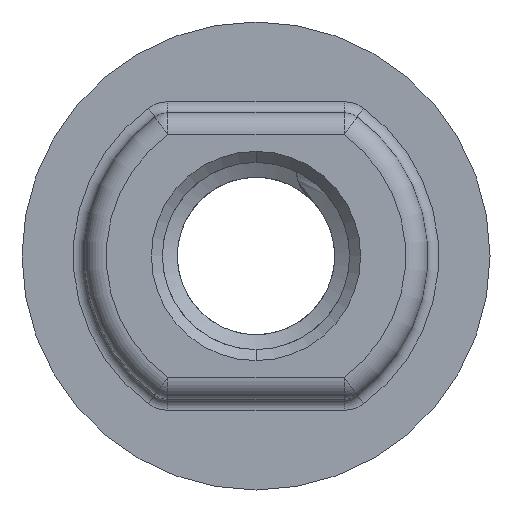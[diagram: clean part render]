
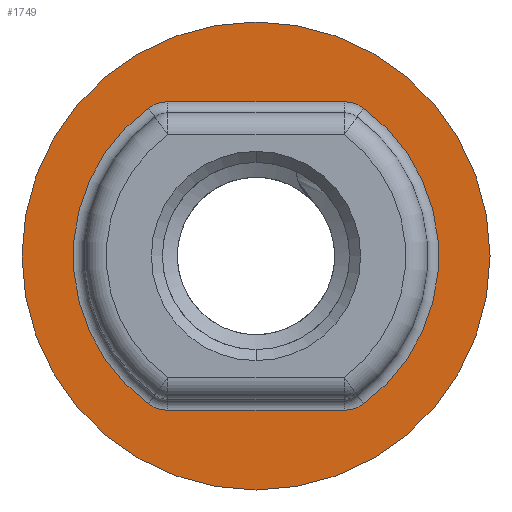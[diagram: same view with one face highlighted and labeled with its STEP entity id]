
A CAD part, front view. The second image highlights one B-rep face of the part: STEP entity #1749.
In plain terms, the highlighted planar face has unit normal (0, -1, 0).
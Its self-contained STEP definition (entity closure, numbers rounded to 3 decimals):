
#94 = DIRECTION ( 'NONE',  ( 0., 1., 0. ) ) ;
#163 = CARTESIAN_POINT ( 'NONE',  ( 3.999, -12.143, -7. ) ) ;
#238 = DIRECTION ( 'NONE',  ( 0., 1., 0. ) ) ;
#281 = EDGE_CURVE ( 'NONE', #6129, #4162, #2057, .T. ) ;
#290 = CARTESIAN_POINT ( 'NONE',  ( 0., -12.143, 10.625 ) ) ;
#298 = FACE_OUTER_BOUND ( 'NONE', #2444, .T. ) ;
#311 = ORIENTED_EDGE ( 'NONE', *, *, #4436, .T. ) ;
#419 = LINE ( 'NONE', #1251, #801 ) ;
#436 = AXIS2_PLACEMENT_3D ( 'NONE', #3437, #4479, #4431 ) ;
#566 = DIRECTION ( 'NONE',  ( 0., 0., -1. ) ) ;
#584 = DIRECTION ( 'NONE',  ( 0., 0., -1. ) ) ;
#588 = FACE_BOUND ( 'NONE', #4121, .T. ) ;
#602 = EDGE_CURVE ( 'NONE', #2575, #3488, #2635, .T. ) ;
#663 = DIRECTION ( 'NONE',  ( 0., 1., 0. ) ) ;
#801 = VECTOR ( 'NONE', #2653, 1000. ) ;
#841 = DIRECTION ( 'NONE',  ( 0., 0., -1. ) ) ;
#1080 = DIRECTION ( 'NONE',  ( 0., 0., -1. ) ) ;
#1081 = CARTESIAN_POINT ( 'NONE',  ( 0., -12.143, 0. ) ) ;
#1103 = CARTESIAN_POINT ( 'NONE',  ( -4.881, -12.143, 6.713 ) ) ;
#1142 = CARTESIAN_POINT ( 'NONE',  ( -3.999, -12.143, -7. ) ) ;
#1251 = CARTESIAN_POINT ( 'NONE',  ( 0., -12.143, 7. ) ) ;
#1376 = AXIS2_PLACEMENT_3D ( 'NONE', #2918, #94, #566 ) ;
#1388 = ORIENTED_EDGE ( 'NONE', *, *, #5108, .T. ) ;
#1389 = CARTESIAN_POINT ( 'NONE',  ( 4.881, -12.143, -6.713 ) ) ;
#1402 = CARTESIAN_POINT ( 'NONE',  ( -4.881, -12.143, -6.713 ) ) ;
#1559 = DIRECTION ( 'NONE',  ( 0., -1., 0. ) ) ;
#1701 = DIRECTION ( 'NONE',  ( 0., -1., 0. ) ) ;
#1706 = DIRECTION ( 'NONE',  ( 0., 0., -1. ) ) ;
#1749 = ADVANCED_FACE ( 'NONE', ( #588, #298 ), #4864, .T. ) ;
#1968 = DIRECTION ( 'NONE',  ( 0., 0., -1. ) ) ;
#2029 = ORIENTED_EDGE ( 'NONE', *, *, #281, .T. ) ;
#2037 = CARTESIAN_POINT ( 'NONE',  ( 0., -12.143, 0. ) ) ;
#2040 = CARTESIAN_POINT ( 'NONE',  ( 4.881, -12.143, 6.713 ) ) ;
#2057 = CIRCLE ( 'NONE', #2847, 10.625 ) ;
#2092 = DIRECTION ( 'NONE',  ( -1., 0., 0. ) ) ;
#2182 = CARTESIAN_POINT ( 'NONE',  ( -3.999, -12.143, 5.5 ) ) ;
#2185 = CARTESIAN_POINT ( 'NONE',  ( 0., -12.143, 0. ) ) ;
#2263 = CARTESIAN_POINT ( 'NONE',  ( 0., -12.143, -10.625 ) ) ;
#2299 = ORIENTED_EDGE ( 'NONE', *, *, #602, .T. ) ;
#2444 = EDGE_LOOP ( 'NONE', ( #1388, #2029 ) ) ;
#2575 = VERTEX_POINT ( 'NONE', #1103 ) ;
#2635 = CIRCLE ( 'NONE', #2657, 1.5 ) ;
#2653 = DIRECTION ( 'NONE',  ( 1., 0., 0. ) ) ;
#2657 = AXIS2_PLACEMENT_3D ( 'NONE', #2182, #5031, #1706 ) ;
#2847 = AXIS2_PLACEMENT_3D ( 'NONE', #3546, #1701, #5550 ) ;
#2918 = CARTESIAN_POINT ( 'NONE',  ( 0., -12.143, 0. ) ) ;
#3025 = VECTOR ( 'NONE', #2092, 1000. ) ;
#3044 = ORIENTED_EDGE ( 'NONE', *, *, #4123, .T. ) ;
#3051 = AXIS2_PLACEMENT_3D ( 'NONE', #2185, #5578, #841 ) ;
#3074 = ORIENTED_EDGE ( 'NONE', *, *, #3192, .T. ) ;
#3091 = DIRECTION ( 'NONE',  ( 0., 0., -1. ) ) ;
#3181 = VERTEX_POINT ( 'NONE', #163 ) ;
#3192 = EDGE_CURVE ( 'NONE', #3181, #4087, #3482, .T. ) ;
#3416 = DIRECTION ( 'NONE',  ( 0., -1., 0. ) ) ;
#3437 = CARTESIAN_POINT ( 'NONE',  ( 3.999, -12.143, -5.5 ) ) ;
#3470 = VERTEX_POINT ( 'NONE', #1389 ) ;
#3482 = LINE ( 'NONE', #1142, #3025 ) ;
#3488 = VERTEX_POINT ( 'NONE', #4323 ) ;
#3505 = CARTESIAN_POINT ( 'NONE',  ( -3.999, -12.143, -5.5 ) ) ;
#3533 = VERTEX_POINT ( 'NONE', #2040 ) ;
#3546 = CARTESIAN_POINT ( 'NONE',  ( 0., -12.143, 0. ) ) ;
#3623 = EDGE_CURVE ( 'NONE', #3533, #3470, #5842, .T. ) ;
#3694 = CIRCLE ( 'NONE', #4989, 1.5 ) ;
#3716 = CIRCLE ( 'NONE', #3051, 8.3 ) ;
#3769 = VERTEX_POINT ( 'NONE', #1402 ) ;
#4087 = VERTEX_POINT ( 'NONE', #5433 ) ;
#4091 = ORIENTED_EDGE ( 'NONE', *, *, #5607, .T. ) ;
#4121 = EDGE_LOOP ( 'NONE', ( #3044, #2299, #311, #4091, #5100, #4164, #3074, #6093 ) ) ;
#4123 = EDGE_CURVE ( 'NONE', #3769, #2575, #3716, .T. ) ;
#4162 = VERTEX_POINT ( 'NONE', #2263 ) ;
#4164 = ORIENTED_EDGE ( 'NONE', *, *, #5185, .T. ) ;
#4323 = CARTESIAN_POINT ( 'NONE',  ( -3.999, -12.143, 7. ) ) ;
#4412 = CIRCLE ( 'NONE', #5072, 10.625 ) ;
#4431 = DIRECTION ( 'NONE',  ( 0., 0., -1. ) ) ;
#4436 = EDGE_CURVE ( 'NONE', #3488, #6151, #419, .T. ) ;
#4479 = DIRECTION ( 'NONE',  ( 0., 1., 0. ) ) ;
#4657 = EDGE_CURVE ( 'NONE', #4087, #3769, #3694, .T. ) ;
#4864 = PLANE ( 'NONE',  #5163 ) ;
#4989 = AXIS2_PLACEMENT_3D ( 'NONE', #3505, #663, #584 ) ;
#5031 = DIRECTION ( 'NONE',  ( 0., 1., 0. ) ) ;
#5072 = AXIS2_PLACEMENT_3D ( 'NONE', #2037, #3416, #1080 ) ;
#5077 = CARTESIAN_POINT ( 'NONE',  ( 3.999, -12.143, 7. ) ) ;
#5100 = ORIENTED_EDGE ( 'NONE', *, *, #3623, .T. ) ;
#5108 = EDGE_CURVE ( 'NONE', #4162, #6129, #4412, .T. ) ;
#5163 = AXIS2_PLACEMENT_3D ( 'NONE', #1081, #1559, #1968 ) ;
#5185 = EDGE_CURVE ( 'NONE', #3470, #3181, #6161, .T. ) ;
#5433 = CARTESIAN_POINT ( 'NONE',  ( -3.999, -12.143, -7. ) ) ;
#5480 = AXIS2_PLACEMENT_3D ( 'NONE', #5533, #238, #3091 ) ;
#5533 = CARTESIAN_POINT ( 'NONE',  ( 3.999, -12.143, 5.5 ) ) ;
#5550 = DIRECTION ( 'NONE',  ( 0., 0., -1. ) ) ;
#5555 = CIRCLE ( 'NONE', #5480, 1.5 ) ;
#5578 = DIRECTION ( 'NONE',  ( 0., 1., 0. ) ) ;
#5607 = EDGE_CURVE ( 'NONE', #6151, #3533, #5555, .T. ) ;
#5842 = CIRCLE ( 'NONE', #1376, 8.3 ) ;
#6093 = ORIENTED_EDGE ( 'NONE', *, *, #4657, .T. ) ;
#6129 = VERTEX_POINT ( 'NONE', #290 ) ;
#6151 = VERTEX_POINT ( 'NONE', #5077 ) ;
#6161 = CIRCLE ( 'NONE', #436, 1.5 ) ;
